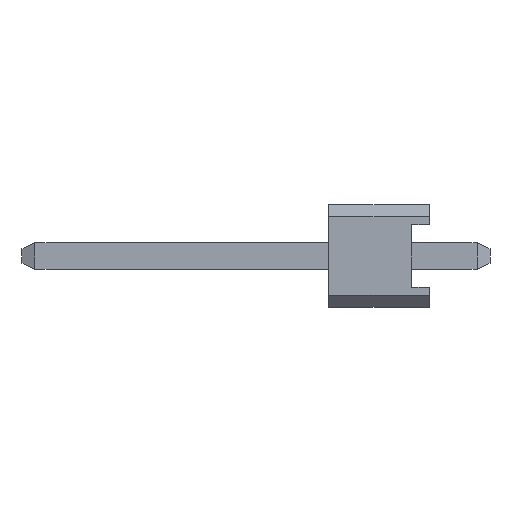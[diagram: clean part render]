
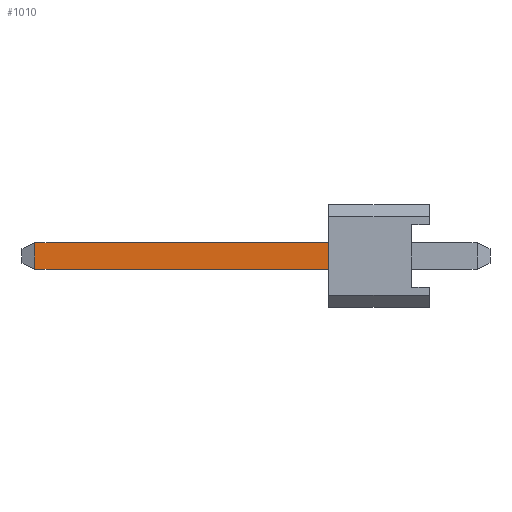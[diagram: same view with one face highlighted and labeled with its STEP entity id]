
A CAD part, left-side view. The second image highlights one B-rep face of the part: STEP entity #1010.
In plain terms, the highlighted planar face has unit normal (-1, 0, 0).
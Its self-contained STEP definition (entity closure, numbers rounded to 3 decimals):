
#405 = EDGE_CURVE ( 'NONE', #406, #412, #2751, .T. ) ;
#406 = VERTEX_POINT ( 'NONE', #2747 ) ;
#412 = VERTEX_POINT ( 'NONE', #2856 ) ;
#1002 = EDGE_LOOP ( 'NONE', ( #1011, #1014, #1017, #1019 ) ) ;
#1010 = ADVANCED_FACE ( 'NONE', ( #4000 ), #3999, .F. ) ;
#1011 = ORIENTED_EDGE ( 'NONE', *, *, #1012, .F. ) ;
#1012 = EDGE_CURVE ( 'NONE', #1013, #412, #3994, .T. ) ;
#1013 = VERTEX_POINT ( 'NONE', #3990 ) ;
#1014 = ORIENTED_EDGE ( 'NONE', *, *, #1015, .T. ) ;
#1015 = EDGE_CURVE ( 'NONE', #1013, #1016, #3989, .T. ) ;
#1016 = VERTEX_POINT ( 'NONE', #4045 ) ;
#1017 = ORIENTED_EDGE ( 'NONE', *, *, #1018, .T. ) ;
#1018 = EDGE_CURVE ( 'NONE', #1016, #406, #4044, .T. ) ;
#1019 = ORIENTED_EDGE ( 'NONE', *, *, #405, .T. ) ;
#2747 = CARTESIAN_POINT ( 'NONE',  ( -0.325, 2.5, -0.325 ) ) ;
#2748 = DIRECTION ( 'NONE',  ( 0., 0., 1. ) ) ;
#2749 = VECTOR ( 'NONE', #2748, 1000. ) ;
#2750 = CARTESIAN_POINT ( 'NONE',  ( -0.325, 2.5, -1.27 ) ) ;
#2751 = LINE ( 'NONE', #2750, #2749 ) ;
#2856 = CARTESIAN_POINT ( 'NONE',  ( -0.325, 2.5, 0.325 ) ) ;
#3986 = DIRECTION ( 'NONE',  ( 0., 0., -1. ) ) ;
#3987 = VECTOR ( 'NONE', #3986, 1000. ) ;
#3988 = CARTESIAN_POINT ( 'NONE',  ( -0.325, 9.778, 0.325 ) ) ;
#3989 = LINE ( 'NONE', #3988, #3987 ) ;
#3990 = CARTESIAN_POINT ( 'NONE',  ( -0.325, 9.778, 0.325 ) ) ;
#3991 = DIRECTION ( 'NONE',  ( 0., -1., 0. ) ) ;
#3992 = VECTOR ( 'NONE', #3991, 1000. ) ;
#3993 = CARTESIAN_POINT ( 'NONE',  ( -0.325, 10.1, 0.325 ) ) ;
#3994 = LINE ( 'NONE', #3993, #3992 ) ;
#3995 = DIRECTION ( 'NONE',  ( 0., 0., -1. ) ) ;
#3996 = DIRECTION ( 'NONE',  ( 1., 0., 0. ) ) ;
#3997 = CARTESIAN_POINT ( 'NONE',  ( -0.325, 10.1, 0.325 ) ) ;
#3998 = AXIS2_PLACEMENT_3D ( 'NONE', #3997, #3996, #3995 ) ;
#3999 = PLANE ( 'NONE',  #3998 ) ;
#4000 = FACE_OUTER_BOUND ( 'NONE', #1002, .T. ) ;
#4041 = DIRECTION ( 'NONE',  ( 0., -1., 0. ) ) ;
#4042 = VECTOR ( 'NONE', #4041, 1000. ) ;
#4043 = CARTESIAN_POINT ( 'NONE',  ( -0.325, 10.1, -0.325 ) ) ;
#4044 = LINE ( 'NONE', #4043, #4042 ) ;
#4045 = CARTESIAN_POINT ( 'NONE',  ( -0.325, 9.778, -0.325 ) ) ;
